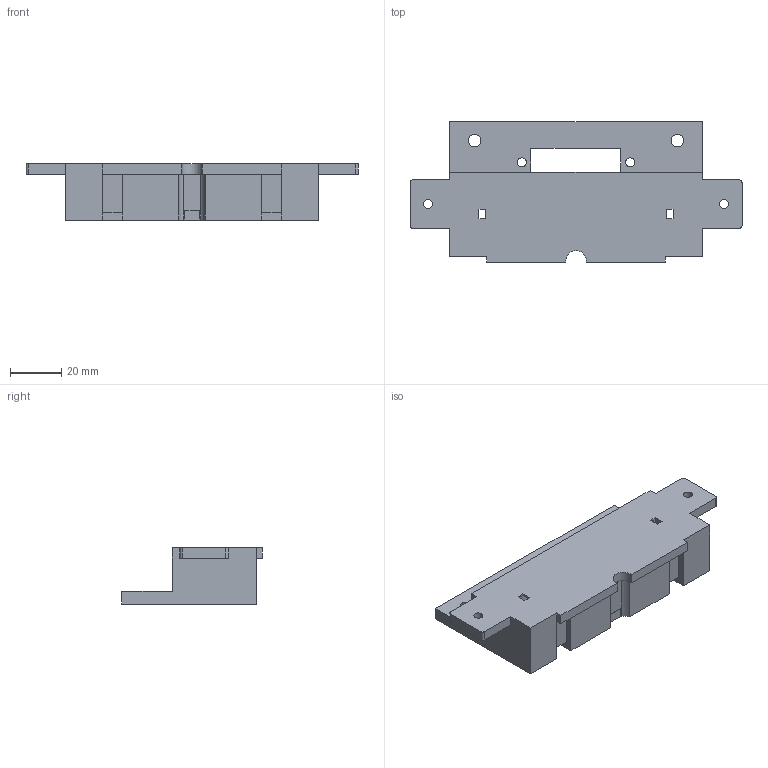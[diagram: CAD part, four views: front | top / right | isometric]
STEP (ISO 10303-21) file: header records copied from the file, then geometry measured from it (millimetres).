
FILE_DESCRIPTION(/* description */ (''),/* implementation_level */ '2;1');
FILE_NAME(/* name */ '21700_battery_holder.step',/* time_stamp */ '2023-08-08T18:54:09+01:00',/* author */ (''),/* organization */ (''),/* preprocessor_version */ 'ST-DEVELOPER v20',/* originating_system */ 'Autodesk Translation Framework v12.9.0.99',/* authorisation */ '');
FILE_SCHEMA (('AUTOMOTIVE_DESIGN { 1 0 10303 214 3 1 1 }'));
Length unit declared in the file: millimetre
Products named in the file (1): rcTransmitter_2.0
Bounding box: 129.98 x 55 x 22 mm (x, y, z)
Volume: 43612.2 mm3; surface area: 22555.7 mm2
Topology: 1 solids, 1 shells, 84 faces, 250 edges, 166 vertices
Faces by surface type: plane 71, cylinder 13
Full cylindrical faces by diameter (mm): 3.5 x4, 4.9 x2
Entity records: 2842 total; most frequent: CARTESIAN_POINT 501, ORIENTED_EDGE 500, DIRECTION 446, EDGE_CURVE 250, LINE 224, VECTOR 224, VERTEX_POINT 166, AXIS2_PLACEMENT_3D 111
